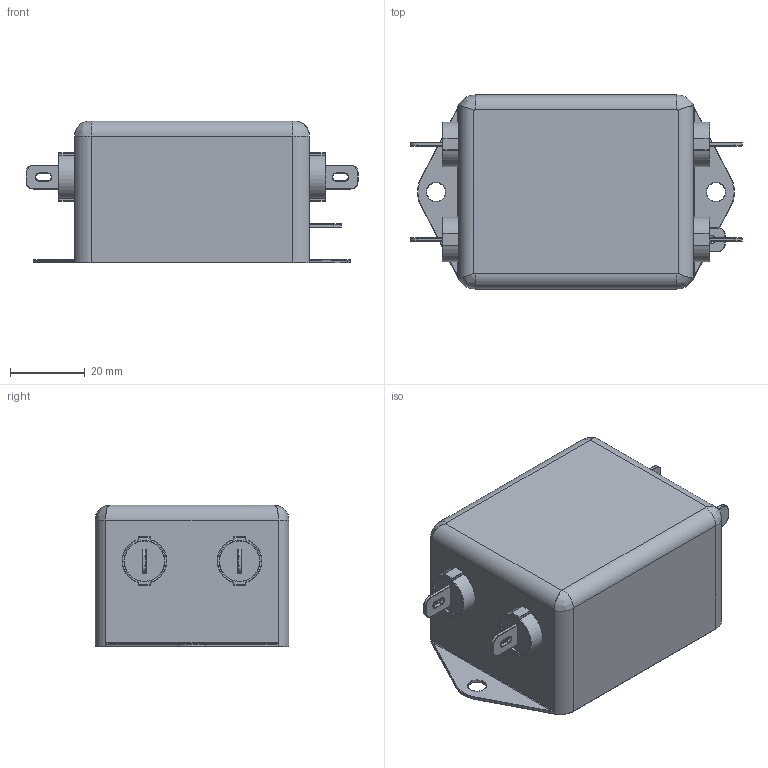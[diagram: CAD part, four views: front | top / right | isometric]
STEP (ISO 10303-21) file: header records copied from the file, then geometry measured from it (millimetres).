
FILE_DESCRIPTION(/* description */ (''),/* implementation_level */ '2;1');
FILE_NAME(/* name */ 'CW4EL2-10A-T EMI v2.step',/* time_stamp */ '2019-01-20T13:55:42+01:00',/* author */ ('joepluess'),/* organization */ (''),/* preprocessor_version */ 'ST-DEVELOPER v17.2',/* originating_system */ 'Autodesk Translation Framework v7.6.0.251',/* authorisation */ '');
FILE_SCHEMA (('AUTOMOTIVE_DESIGN { 1 0 10303 214 3 1 1 }'));
Length unit declared in the file: millimetre
Products named in the file (1): CW4EL2-10A-T EMI
Bounding box: 89 x 52 x 38 mm (x, y, z)
Volume: 125343.5 mm3; surface area: 20142.5 mm2
Topology: 16 solids, 16 shells, 433 faces, 992 edges, 588 vertices
Faces by surface type: cylinder 184, plane 121, torus 96, bspline 16, sphere 16
Full cylindrical faces by diameter (mm): 5 x2, 10.8 x10
Entity records: 12565 total; most frequent: CARTESIAN_POINT 2378, DIRECTION 2348, ORIENTED_EDGE 1976, EDGE_CURVE 988, AXIS2_PLACEMENT_3D 950, VERTEX_POINT 588, CIRCLE 516, EDGE_LOOP 468
